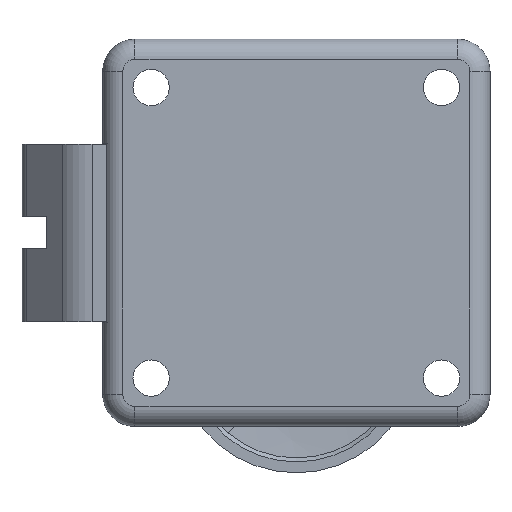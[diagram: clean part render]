
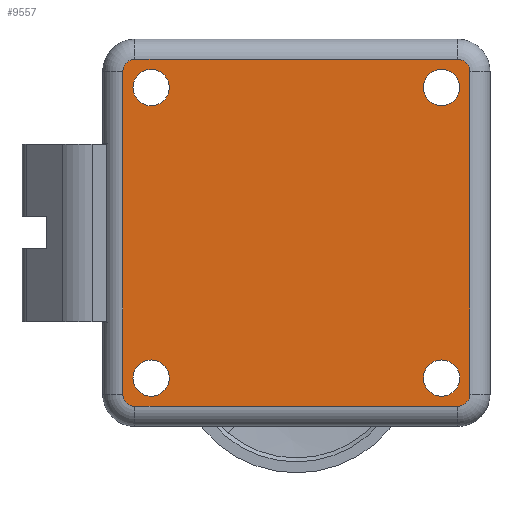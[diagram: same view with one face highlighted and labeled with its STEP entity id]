
A CAD part, front view. The second image highlights one B-rep face of the part: STEP entity #9557.
In plain terms, the highlighted planar face has unit normal (0, -1, 0).
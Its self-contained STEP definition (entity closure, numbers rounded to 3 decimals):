
#170 = EDGE_LOOP ( 'NONE', ( #7027, #1742 ) ) ;
#215 = CARTESIAN_POINT ( 'NONE',  ( 42., 0., -6. ) ) ;
#255 = AXIS2_PLACEMENT_3D ( 'NONE', #763, #5923, #1475 ) ;
#285 = CARTESIAN_POINT ( 'NONE',  ( 4., 0., -2.5 ) ) ;
#495 = CIRCLE ( 'NONE', #5039, 2.25 ) ;
#497 = VERTEX_POINT ( 'NONE', #9517 ) ;
#757 = CARTESIAN_POINT ( 'NONE',  ( 4., 0., -2.5 ) ) ;
#763 = CARTESIAN_POINT ( 'NONE',  ( 6., 0., -42. ) ) ;
#813 = CARTESIAN_POINT ( 'NONE',  ( 6., 0., -42. ) ) ;
#875 = DIRECTION ( 'NONE',  ( 0., 1., 0. ) ) ;
#881 = CARTESIAN_POINT ( 'NONE',  ( 4., 0., -44. ) ) ;
#887 = VERTEX_POINT ( 'NONE', #7085 ) ;
#903 = FACE_OUTER_BOUND ( 'NONE', #8869, .T. ) ;
#948 = DIRECTION ( 'NONE',  ( 0., 0., 1. ) ) ;
#983 = AXIS2_PLACEMENT_3D ( 'NONE', #1820, #4043, #2571 ) ;
#999 = VERTEX_POINT ( 'NONE', #5503 ) ;
#1018 = AXIS2_PLACEMENT_3D ( 'NONE', #881, #6049, #1599 ) ;
#1060 = CARTESIAN_POINT ( 'NONE',  ( 42., 0., -6. ) ) ;
#1081 = EDGE_CURVE ( 'NONE', #7047, #999, #8812, .T. ) ;
#1089 = PLANE ( 'NONE',  #983 ) ;
#1091 = ORIENTED_EDGE ( 'NONE', *, *, #2212, .T. ) ;
#1119 = VERTEX_POINT ( 'NONE', #2680 ) ;
#1127 = ORIENTED_EDGE ( 'NONE', *, *, #2890, .T. ) ;
#1172 = CARTESIAN_POINT ( 'NONE',  ( 4., 0., -4. ) ) ;
#1260 = CIRCLE ( 'NONE', #4586, 2.25 ) ;
#1388 = EDGE_CURVE ( 'NONE', #4172, #3553, #1260, .T. ) ;
#1475 = DIRECTION ( 'NONE',  ( 0., 0., 1. ) ) ;
#1519 = DIRECTION ( 'NONE',  ( 0., 0., 1. ) ) ;
#1599 = DIRECTION ( 'NONE',  ( 0., 0., -1. ) ) ;
#1606 = CARTESIAN_POINT ( 'NONE',  ( 42., 0., -8.25 ) ) ;
#1742 = ORIENTED_EDGE ( 'NONE', *, *, #2199, .T. ) ;
#1750 = EDGE_CURVE ( 'NONE', #4977, #5215, #1952, .T. ) ;
#1773 = EDGE_LOOP ( 'NONE', ( #2281, #6769 ) ) ;
#1786 = DIRECTION ( 'NONE',  ( 0., 0., 1. ) ) ;
#1820 = CARTESIAN_POINT ( 'NONE',  ( 0., 0., -48. ) ) ;
#1878 = EDGE_LOOP ( 'NONE', ( #1091, #3792 ) ) ;
#1901 = DIRECTION ( 'NONE',  ( 0., 0., -1. ) ) ;
#1940 = CARTESIAN_POINT ( 'NONE',  ( 44., 0., -4. ) ) ;
#1941 = ORIENTED_EDGE ( 'NONE', *, *, #2525, .T. ) ;
#1952 = CIRCLE ( 'NONE', #255, 2.25 ) ;
#1973 = ORIENTED_EDGE ( 'NONE', *, *, #3940, .T. ) ;
#2014 = CARTESIAN_POINT ( 'NONE',  ( 44., 0., -44. ) ) ;
#2093 = VERTEX_POINT ( 'NONE', #4862 ) ;
#2199 = EDGE_CURVE ( 'NONE', #2923, #8884, #6631, .T. ) ;
#2212 = EDGE_CURVE ( 'NONE', #6736, #1119, #495, .T. ) ;
#2281 = ORIENTED_EDGE ( 'NONE', *, *, #1750, .T. ) ;
#2292 = ORIENTED_EDGE ( 'NONE', *, *, #7851, .T. ) ;
#2313 = DIRECTION ( 'NONE',  ( 1., 0., 0. ) ) ;
#2322 = EDGE_CURVE ( 'NONE', #1119, #6736, #3722, .T. ) ;
#2352 = EDGE_LOOP ( 'NONE', ( #7900, #7224 ) ) ;
#2358 = DIRECTION ( 'NONE',  ( 0., 0., 1. ) ) ;
#2483 = EDGE_CURVE ( 'NONE', #5215, #4977, #6746, .T. ) ;
#2525 = EDGE_CURVE ( 'NONE', #7924, #5130, #8234, .T. ) ;
#2530 = EDGE_CURVE ( 'NONE', #8884, #2923, #6031, .T. ) ;
#2568 = EDGE_CURVE ( 'NONE', #9015, #887, #7777, .T. ) ;
#2571 = DIRECTION ( 'NONE',  ( 0., 0., -1. ) ) ;
#2630 = FACE_BOUND ( 'NONE', #170, .T. ) ;
#2631 = CARTESIAN_POINT ( 'NONE',  ( 4., 0., -45.5 ) ) ;
#2680 = CARTESIAN_POINT ( 'NONE',  ( 6., 0., -3.75 ) ) ;
#2692 = DIRECTION ( 'NONE',  ( 0., 0., -1. ) ) ;
#2766 = DIRECTION ( 'NONE',  ( 0., 0., -1. ) ) ;
#2845 = DIRECTION ( 'NONE',  ( 0., 1., 0. ) ) ;
#2890 = EDGE_CURVE ( 'NONE', #497, #7924, #7422, .T. ) ;
#2923 = VERTEX_POINT ( 'NONE', #6235 ) ;
#3007 = CARTESIAN_POINT ( 'NONE',  ( 45.5, 0., -4. ) ) ;
#3046 = AXIS2_PLACEMENT_3D ( 'NONE', #8680, #4241, #9419 ) ;
#3066 = CARTESIAN_POINT ( 'NONE',  ( 44., 0., -45.5 ) ) ;
#3320 = ORIENTED_EDGE ( 'NONE', *, *, #7764, .T. ) ;
#3553 = VERTEX_POINT ( 'NONE', #1606 ) ;
#3627 = AXIS2_PLACEMENT_3D ( 'NONE', #1172, #6360, #1901 ) ;
#3722 = CIRCLE ( 'NONE', #8533, 2.25 ) ;
#3744 = VECTOR ( 'NONE', #2358, 1000. ) ;
#3792 = ORIENTED_EDGE ( 'NONE', *, *, #2322, .T. ) ;
#3848 = CIRCLE ( 'NONE', #8195, 1.5 ) ;
#3940 = EDGE_CURVE ( 'NONE', #2093, #9015, #7691, .T. ) ;
#4043 = DIRECTION ( 'NONE',  ( 0., -1., 0. ) ) ;
#4073 = VECTOR ( 'NONE', #2313, 1000. ) ;
#4172 = VERTEX_POINT ( 'NONE', #5536 ) ;
#4219 = CARTESIAN_POINT ( 'NONE',  ( 6., 0., -6. ) ) ;
#4241 = DIRECTION ( 'NONE',  ( 0., 1., 0. ) ) ;
#4361 = AXIS2_PLACEMENT_3D ( 'NONE', #813, #5978, #1519 ) ;
#4586 = AXIS2_PLACEMENT_3D ( 'NONE', #215, #5378, #948 ) ;
#4619 = FACE_BOUND ( 'NONE', #1773, .T. ) ;
#4693 = EDGE_CURVE ( 'NONE', #5130, #2093, #3848, .T. ) ;
#4787 = CARTESIAN_POINT ( 'NONE',  ( 2.5, 0., -44. ) ) ;
#4862 = CARTESIAN_POINT ( 'NONE',  ( 45.5, 0., -44. ) ) ;
#4917 = ORIENTED_EDGE ( 'NONE', *, *, #4693, .T. ) ;
#4955 = DIRECTION ( 'NONE',  ( 0., 0., 1. ) ) ;
#4977 = VERTEX_POINT ( 'NONE', #6270 ) ;
#5039 = AXIS2_PLACEMENT_3D ( 'NONE', #4219, #9395, #4955 ) ;
#5118 = CARTESIAN_POINT ( 'NONE',  ( 42., 0., -44.25 ) ) ;
#5130 = VERTEX_POINT ( 'NONE', #5197 ) ;
#5197 = CARTESIAN_POINT ( 'NONE',  ( 44., 0., -45.5 ) ) ;
#5215 = VERTEX_POINT ( 'NONE', #8993 ) ;
#5262 = ORIENTED_EDGE ( 'NONE', *, *, #2568, .T. ) ;
#5302 = CARTESIAN_POINT ( 'NONE',  ( 42., 0., -42. ) ) ;
#5314 = VECTOR ( 'NONE', #5447, 1000. ) ;
#5378 = DIRECTION ( 'NONE',  ( 0., 1., 0. ) ) ;
#5447 = DIRECTION ( 'NONE',  ( -1., 0., 0. ) ) ;
#5503 = CARTESIAN_POINT ( 'NONE',  ( 2.5, 0., -4. ) ) ;
#5512 = DIRECTION ( 'NONE',  ( 0., 0., -1. ) ) ;
#5536 = CARTESIAN_POINT ( 'NONE',  ( 42., 0., -3.75 ) ) ;
#5923 = DIRECTION ( 'NONE',  ( 0., 1., 0. ) ) ;
#5925 = CARTESIAN_POINT ( 'NONE',  ( 6., 0., -8.25 ) ) ;
#5978 = DIRECTION ( 'NONE',  ( 0., 1., 0. ) ) ;
#6031 = CIRCLE ( 'NONE', #6850, 2.25 ) ;
#6041 = DIRECTION ( 'NONE',  ( 0., 0., 1. ) ) ;
#6049 = DIRECTION ( 'NONE',  ( 0., -1., 0. ) ) ;
#6056 = CARTESIAN_POINT ( 'NONE',  ( 45.5, 0., -4. ) ) ;
#6235 = CARTESIAN_POINT ( 'NONE',  ( 42., 0., -39.75 ) ) ;
#6250 = DIRECTION ( 'NONE',  ( 0., 1., 0. ) ) ;
#6270 = CARTESIAN_POINT ( 'NONE',  ( 6., 0., -44.25 ) ) ;
#6360 = DIRECTION ( 'NONE',  ( 0., -1., 0. ) ) ;
#6601 = VECTOR ( 'NONE', #5512, 1000. ) ;
#6631 = CIRCLE ( 'NONE', #3046, 2.25 ) ;
#6736 = VERTEX_POINT ( 'NONE', #5925 ) ;
#6746 = CIRCLE ( 'NONE', #4361, 2.25 ) ;
#6769 = ORIENTED_EDGE ( 'NONE', *, *, #2483, .T. ) ;
#6850 = AXIS2_PLACEMENT_3D ( 'NONE', #5302, #875, #6041 ) ;
#7027 = ORIENTED_EDGE ( 'NONE', *, *, #2530, .T. ) ;
#7045 = CIRCLE ( 'NONE', #8616, 2.25 ) ;
#7047 = VERTEX_POINT ( 'NONE', #757 ) ;
#7085 = CARTESIAN_POINT ( 'NONE',  ( 44., 0., -2.5 ) ) ;
#7141 = DIRECTION ( 'NONE',  ( 0., -1., 0. ) ) ;
#7202 = DIRECTION ( 'NONE',  ( 0., -1., 0. ) ) ;
#7224 = ORIENTED_EDGE ( 'NONE', *, *, #1388, .T. ) ;
#7280 = CARTESIAN_POINT ( 'NONE',  ( 6., 0., -6. ) ) ;
#7422 = CIRCLE ( 'NONE', #1018, 1.5 ) ;
#7691 = LINE ( 'NONE', #6056, #3744 ) ;
#7764 = EDGE_CURVE ( 'NONE', #887, #7047, #9029, .T. ) ;
#7777 = CIRCLE ( 'NONE', #8333, 1.5 ) ;
#7851 = EDGE_CURVE ( 'NONE', #999, #497, #8801, .T. ) ;
#7900 = ORIENTED_EDGE ( 'NONE', *, *, #9520, .T. ) ;
#7924 = VERTEX_POINT ( 'NONE', #2631 ) ;
#7963 = ORIENTED_EDGE ( 'NONE', *, *, #1081, .T. ) ;
#8015 = DIRECTION ( 'NONE',  ( 0., 0., 1. ) ) ;
#8195 = AXIS2_PLACEMENT_3D ( 'NONE', #2014, #7202, #2766 ) ;
#8234 = LINE ( 'NONE', #3066, #4073 ) ;
#8305 = FACE_BOUND ( 'NONE', #1878, .T. ) ;
#8333 = AXIS2_PLACEMENT_3D ( 'NONE', #1940, #7141, #2692 ) ;
#8533 = AXIS2_PLACEMENT_3D ( 'NONE', #7280, #2845, #8015 ) ;
#8616 = AXIS2_PLACEMENT_3D ( 'NONE', #1060, #6250, #1786 ) ;
#8680 = CARTESIAN_POINT ( 'NONE',  ( 42., 0., -42. ) ) ;
#8775 = FACE_BOUND ( 'NONE', #2352, .T. ) ;
#8801 = LINE ( 'NONE', #4787, #6601 ) ;
#8812 = CIRCLE ( 'NONE', #3627, 1.5 ) ;
#8869 = EDGE_LOOP ( 'NONE', ( #3320, #7963, #2292, #1127, #1941, #4917, #1973, #5262 ) ) ;
#8884 = VERTEX_POINT ( 'NONE', #5118 ) ;
#8993 = CARTESIAN_POINT ( 'NONE',  ( 6., 0., -39.75 ) ) ;
#9015 = VERTEX_POINT ( 'NONE', #3007 ) ;
#9029 = LINE ( 'NONE', #285, #5314 ) ;
#9395 = DIRECTION ( 'NONE',  ( 0., 1., 0. ) ) ;
#9419 = DIRECTION ( 'NONE',  ( 0., 0., 1. ) ) ;
#9517 = CARTESIAN_POINT ( 'NONE',  ( 2.5, 0., -44. ) ) ;
#9520 = EDGE_CURVE ( 'NONE', #3553, #4172, #7045, .T. ) ;
#9557 = ADVANCED_FACE ( 'NONE', ( #8775, #4619, #903, #2630, #8305 ), #1089, .T. ) ;
